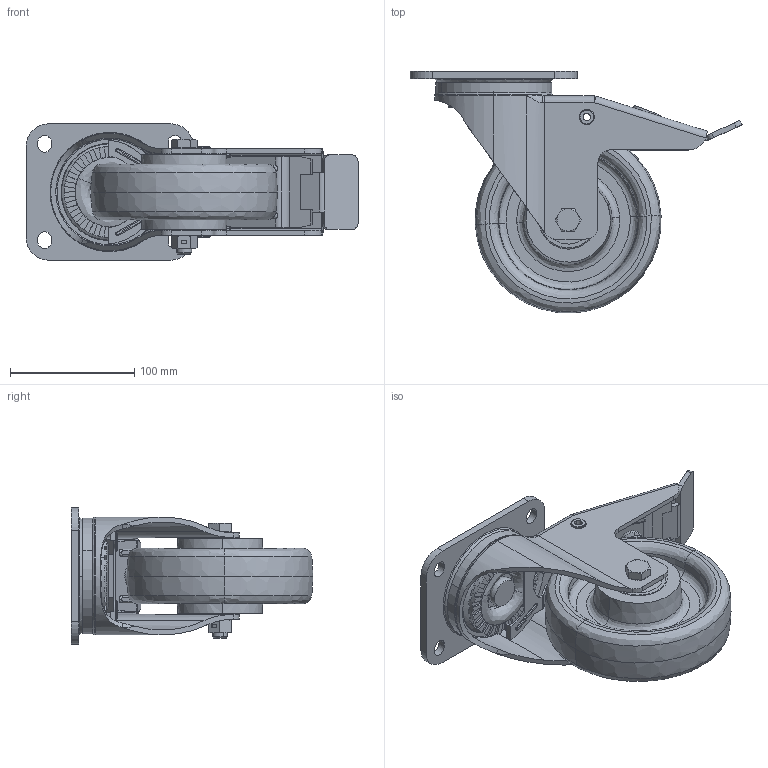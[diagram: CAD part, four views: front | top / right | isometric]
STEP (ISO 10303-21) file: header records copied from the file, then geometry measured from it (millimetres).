
FILE_DESCRIPTION (( 'STEP AP214' ), '1' );
FILE_NAME ('0033435BL_L-IM-PAM-150-K-3-DSN-EC.STEP', '2016-09-05T11:51:46', ( '' ), ( '' ), 'SwSTEP 2.0', 'SolidWorks 2016', '' );
FILE_SCHEMA (( 'AUTOMOTIVE_DESIGN' ));
Length unit declared in the file: millimetre
Products named in the file (1): 0033435BL_L-IM-PAM-150-K-3-DSN-EC
Bounding box: 267.63 x 194.9 x 110 mm (x, y, z)
Volume: 925978 mm3; surface area: 289901.2 mm2
Topology: 21 solids, 25 shells, 1438 faces, 3615 edges, 2284 vertices
Faces by surface type: plane 777, cylinder 362, bspline 193, cone 76, torus 30
Entity records: 71201 total; most frequent: CARTESIAN_POINT 21389, ORIENTED_EDGE 7222, DIRECTION 6814, EDGE_CURVE 3611, AXIS2_PLACEMENT_3D 2394, VERTEX_POINT 2284, VECTOR 2026, LINE 2026
